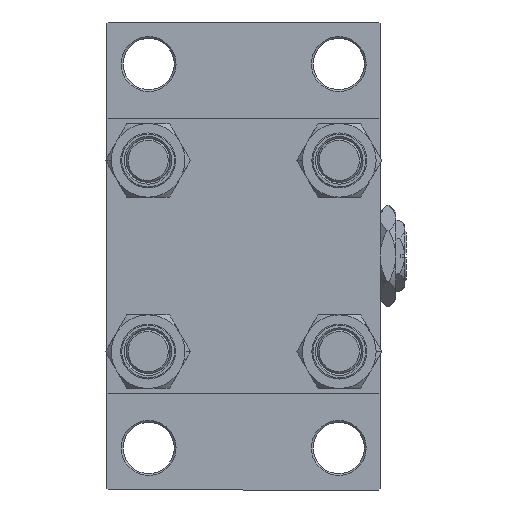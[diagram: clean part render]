
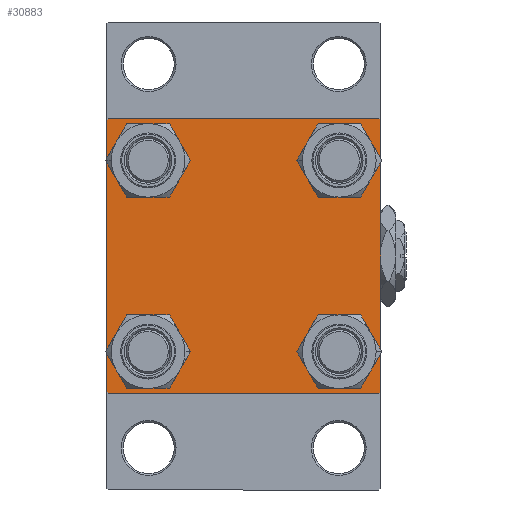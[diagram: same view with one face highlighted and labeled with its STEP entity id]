
A CAD part, left-side view. The second image highlights one B-rep face of the part: STEP entity #30883.
In plain terms, the highlighted planar face has unit normal (-1, 0, 0).
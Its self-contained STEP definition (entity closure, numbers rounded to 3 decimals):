
#221 = DIRECTION ( 'NONE',  ( 1., 0., 0. ) ) ;
#589 = DIRECTION ( 'NONE',  ( 1., 0., 0. ) ) ;
#798 = FACE_BOUND ( 'NONE', #21362, .T. ) ;
#864 = CARTESIAN_POINT ( 'NONE',  ( 0., 37.5, -37. ) ) ;
#1511 = VECTOR ( 'NONE', #22052, 1000. ) ;
#2014 = DIRECTION ( 'NONE',  ( 0., 0., 1. ) ) ;
#2135 = CARTESIAN_POINT ( 'NONE',  ( 0., -37., 37.5 ) ) ;
#2162 = CARTESIAN_POINT ( 'NONE',  ( 0., 26.15, 32.65 ) ) ;
#2571 = AXIS2_PLACEMENT_3D ( 'NONE', #39529, #589, #10516 ) ;
#2945 = EDGE_CURVE ( 'NONE', #39769, #31416, #42983, .T. ) ;
#3263 = VERTEX_POINT ( 'NONE', #44445 ) ;
#3470 = AXIS2_PLACEMENT_3D ( 'NONE', #3482, #10907, #46289 ) ;
#3482 = CARTESIAN_POINT ( 'NONE',  ( 0., -26.15, 26.15 ) ) ;
#3686 = ORIENTED_EDGE ( 'NONE', *, *, #37145, .T. ) ;
#3902 = EDGE_LOOP ( 'NONE', ( #41563, #48849 ) ) ;
#4118 = CARTESIAN_POINT ( 'NONE',  ( 0., 26.15, 26.15 ) ) ;
#4371 = DIRECTION ( 'NONE',  ( 1., 0., 0. ) ) ;
#4388 = ORIENTED_EDGE ( 'NONE', *, *, #50045, .T. ) ;
#4619 = DIRECTION ( 'NONE',  ( 0., 0., 1. ) ) ;
#5232 = AXIS2_PLACEMENT_3D ( 'NONE', #31748, #35842, #46909 ) ;
#5522 = CARTESIAN_POINT ( 'NONE',  ( 0., 26.15, 19.65 ) ) ;
#5696 = CIRCLE ( 'NONE', #37571, 6.5 ) ;
#5713 = EDGE_CURVE ( 'NONE', #27931, #8753, #33687, .T. ) ;
#5835 = CARTESIAN_POINT ( 'NONE',  ( 0., 26.15, -26.15 ) ) ;
#5878 = AXIS2_PLACEMENT_3D ( 'NONE', #27845, #221, #31450 ) ;
#5970 = DIRECTION ( 'NONE',  ( 0., 0.707, 0.707 ) ) ;
#5980 = CARTESIAN_POINT ( 'NONE',  ( 0., -26.15, 19.65 ) ) ;
#6190 = VERTEX_POINT ( 'NONE', #43866 ) ;
#6217 = LINE ( 'NONE', #10063, #14148 ) ;
#6250 = VERTEX_POINT ( 'NONE', #22303 ) ;
#6762 = AXIS2_PLACEMENT_3D ( 'NONE', #12490, #43004, #47364 ) ;
#7663 = CIRCLE ( 'NONE', #5232, 6.5 ) ;
#8126 = CARTESIAN_POINT ( 'NONE',  ( 0., 37.25, 37.25 ) ) ;
#8753 = VERTEX_POINT ( 'NONE', #44874 ) ;
#9247 = CIRCLE ( 'NONE', #5878, 6.5 ) ;
#9546 = VERTEX_POINT ( 'NONE', #46468 ) ;
#9677 = EDGE_CURVE ( 'NONE', #21862, #28231, #18063, .T. ) ;
#10063 = CARTESIAN_POINT ( 'NONE',  ( 0., -37.25, 37.25 ) ) ;
#10124 = LINE ( 'NONE', #49611, #48252 ) ;
#10516 = DIRECTION ( 'NONE',  ( 0., 0., 1. ) ) ;
#10748 = VERTEX_POINT ( 'NONE', #49571 ) ;
#10847 = VERTEX_POINT ( 'NONE', #2162 ) ;
#10907 = DIRECTION ( 'NONE',  ( 1., 0., 0. ) ) ;
#12310 = CARTESIAN_POINT ( 'NONE',  ( 0., 0., 0. ) ) ;
#12449 = VECTOR ( 'NONE', #17533, 1000. ) ;
#12466 = ORIENTED_EDGE ( 'NONE', *, *, #18294, .T. ) ;
#12490 = CARTESIAN_POINT ( 'NONE',  ( 0., 26.15, 26.15 ) ) ;
#13571 = EDGE_CURVE ( 'NONE', #10847, #15636, #28842, .T. ) ;
#14148 = VECTOR ( 'NONE', #5970, 1000. ) ;
#14477 = DIRECTION ( 'NONE',  ( 0., 0., -1. ) ) ;
#14896 = CIRCLE ( 'NONE', #35309, 6.5 ) ;
#15272 = AXIS2_PLACEMENT_3D ( 'NONE', #12310, #35622, #23838 ) ;
#15636 = VERTEX_POINT ( 'NONE', #5522 ) ;
#15736 = ORIENTED_EDGE ( 'NONE', *, *, #9677, .T. ) ;
#15829 = LINE ( 'NONE', #8126, #30900 ) ;
#16211 = CARTESIAN_POINT ( 'NONE',  ( 0., -26.15, 26.15 ) ) ;
#16671 = FACE_OUTER_BOUND ( 'NONE', #45536, .T. ) ;
#16956 = LINE ( 'NONE', #20045, #46801 ) ;
#17533 = DIRECTION ( 'NONE',  ( 0., -0.707, 0.707 ) ) ;
#17568 = EDGE_CURVE ( 'NONE', #8753, #9546, #48815, .T. ) ;
#18063 = CIRCLE ( 'NONE', #2571, 6.5 ) ;
#18294 = EDGE_CURVE ( 'NONE', #31032, #41144, #27184, .T. ) ;
#19147 = EDGE_CURVE ( 'NONE', #6190, #31679, #6217, .T. ) ;
#19332 = AXIS2_PLACEMENT_3D ( 'NONE', #4118, #4371, #4619 ) ;
#20011 = FACE_BOUND ( 'NONE', #3902, .T. ) ;
#20045 = CARTESIAN_POINT ( 'NONE',  ( 0., 37.5, 37.5 ) ) ;
#20208 = CARTESIAN_POINT ( 'NONE',  ( 0., 37.25, -37.25 ) ) ;
#20507 = FACE_BOUND ( 'NONE', #24176, .T. ) ;
#20866 = CARTESIAN_POINT ( 'NONE',  ( 0., -37.25, -37.25 ) ) ;
#21362 = EDGE_LOOP ( 'NONE', ( #12466, #3686 ) ) ;
#21846 = EDGE_CURVE ( 'NONE', #31416, #27931, #39680, .T. ) ;
#21862 = VERTEX_POINT ( 'NONE', #22408 ) ;
#22052 = DIRECTION ( 'NONE',  ( 0., 0., -1. ) ) ;
#22303 = CARTESIAN_POINT ( 'NONE',  ( 0., 26.15, -32.65 ) ) ;
#22408 = CARTESIAN_POINT ( 'NONE',  ( 0., -26.15, -32.65 ) ) ;
#23838 = DIRECTION ( 'NONE',  ( 0., 0., 1. ) ) ;
#24176 = EDGE_LOOP ( 'NONE', ( #46181, #15736 ) ) ;
#24732 = CARTESIAN_POINT ( 'NONE',  ( 0., 37.5, 37. ) ) ;
#25880 = CARTESIAN_POINT ( 'NONE',  ( 0., 37.5, 37.5 ) ) ;
#27089 = DIRECTION ( 'NONE',  ( 0., 0.707, -0.707 ) ) ;
#27184 = CIRCLE ( 'NONE', #3470, 6.5 ) ;
#27845 = CARTESIAN_POINT ( 'NONE',  ( 0., -26.15, -26.15 ) ) ;
#27931 = VERTEX_POINT ( 'NONE', #28600 ) ;
#28231 = VERTEX_POINT ( 'NONE', #42433 ) ;
#28600 = CARTESIAN_POINT ( 'NONE',  ( 0., 37., -37.5 ) ) ;
#28842 = CIRCLE ( 'NONE', #6762, 6.5 ) ;
#29443 = ORIENTED_EDGE ( 'NONE', *, *, #2945, .T. ) ;
#29502 = ORIENTED_EDGE ( 'NONE', *, *, #33369, .T. ) ;
#29835 = EDGE_CURVE ( 'NONE', #15636, #10847, #43079, .T. ) ;
#30883 = ADVANCED_FACE ( 'NONE', ( #798, #20507, #31777, #20011, #16671 ), #47949, .T. ) ;
#30900 = VECTOR ( 'NONE', #27089, 1000. ) ;
#31032 = VERTEX_POINT ( 'NONE', #46555 ) ;
#31047 = ORIENTED_EDGE ( 'NONE', *, *, #41773, .T. ) ;
#31416 = VERTEX_POINT ( 'NONE', #864 ) ;
#31450 = DIRECTION ( 'NONE',  ( 0., 0., 1. ) ) ;
#31679 = VERTEX_POINT ( 'NONE', #2135 ) ;
#31748 = CARTESIAN_POINT ( 'NONE',  ( 0., 26.15, -26.15 ) ) ;
#31777 = FACE_BOUND ( 'NONE', #40545, .T. ) ;
#31828 = DIRECTION ( 'NONE',  ( 1., 0., 0. ) ) ;
#31975 = DIRECTION ( 'NONE',  ( 0., -0.707, -0.707 ) ) ;
#32584 = DIRECTION ( 'NONE',  ( 0., 0., 1. ) ) ;
#33369 = EDGE_CURVE ( 'NONE', #3263, #39769, #15829, .T. ) ;
#33687 = LINE ( 'NONE', #34200, #36792 ) ;
#34200 = CARTESIAN_POINT ( 'NONE',  ( 0., 37.5, -37.5 ) ) ;
#35309 = AXIS2_PLACEMENT_3D ( 'NONE', #5835, #37096, #2014 ) ;
#35492 = VECTOR ( 'NONE', #31975, 1000. ) ;
#35622 = DIRECTION ( 'NONE',  ( -1., 0., 0. ) ) ;
#35842 = DIRECTION ( 'NONE',  ( 1., 0., 0. ) ) ;
#36792 = VECTOR ( 'NONE', #42414, 1000. ) ;
#37096 = DIRECTION ( 'NONE',  ( 1., 0., 0. ) ) ;
#37145 = EDGE_CURVE ( 'NONE', #41144, #31032, #5696, .T. ) ;
#37571 = AXIS2_PLACEMENT_3D ( 'NONE', #16211, #31828, #32584 ) ;
#39529 = CARTESIAN_POINT ( 'NONE',  ( 0., -26.15, -26.15 ) ) ;
#39680 = LINE ( 'NONE', #20208, #35492 ) ;
#39769 = VERTEX_POINT ( 'NONE', #24732 ) ;
#39859 = EDGE_CURVE ( 'NONE', #6190, #9546, #10124, .T. ) ;
#40545 = EDGE_LOOP ( 'NONE', ( #4388, #31047 ) ) ;
#41011 = ORIENTED_EDGE ( 'NONE', *, *, #39859, .F. ) ;
#41144 = VERTEX_POINT ( 'NONE', #5980 ) ;
#41407 = EDGE_CURVE ( 'NONE', #3263, #31679, #16956, .T. ) ;
#41563 = ORIENTED_EDGE ( 'NONE', *, *, #13571, .T. ) ;
#41773 = EDGE_CURVE ( 'NONE', #6250, #10748, #14896, .T. ) ;
#42414 = DIRECTION ( 'NONE',  ( 0., -1., 0. ) ) ;
#42433 = CARTESIAN_POINT ( 'NONE',  ( 0., -26.15, -19.65 ) ) ;
#42983 = LINE ( 'NONE', #25880, #1511 ) ;
#43004 = DIRECTION ( 'NONE',  ( 1., 0., 0. ) ) ;
#43079 = CIRCLE ( 'NONE', #19332, 6.5 ) ;
#43363 = DIRECTION ( 'NONE',  ( 0., -1., 0. ) ) ;
#43866 = CARTESIAN_POINT ( 'NONE',  ( 0., -37.5, 37. ) ) ;
#44087 = ORIENTED_EDGE ( 'NONE', *, *, #5713, .T. ) ;
#44445 = CARTESIAN_POINT ( 'NONE',  ( 0., 37., 37.5 ) ) ;
#44874 = CARTESIAN_POINT ( 'NONE',  ( 0., -37., -37.5 ) ) ;
#44917 = ORIENTED_EDGE ( 'NONE', *, *, #41407, .F. ) ;
#45227 = EDGE_CURVE ( 'NONE', #28231, #21862, #9247, .T. ) ;
#45453 = ORIENTED_EDGE ( 'NONE', *, *, #17568, .T. ) ;
#45536 = EDGE_LOOP ( 'NONE', ( #29443, #49927, #44087, #45453, #41011, #48017, #44917, #29502 ) ) ;
#46181 = ORIENTED_EDGE ( 'NONE', *, *, #45227, .T. ) ;
#46289 = DIRECTION ( 'NONE',  ( 0., 0., 1. ) ) ;
#46468 = CARTESIAN_POINT ( 'NONE',  ( 0., -37.5, -37. ) ) ;
#46555 = CARTESIAN_POINT ( 'NONE',  ( 0., -26.15, 32.65 ) ) ;
#46801 = VECTOR ( 'NONE', #43363, 1000. ) ;
#46909 = DIRECTION ( 'NONE',  ( 0., 0., 1. ) ) ;
#47364 = DIRECTION ( 'NONE',  ( 0., 0., 1. ) ) ;
#47949 = PLANE ( 'NONE',  #15272 ) ;
#48017 = ORIENTED_EDGE ( 'NONE', *, *, #19147, .T. ) ;
#48252 = VECTOR ( 'NONE', #14477, 1000. ) ;
#48815 = LINE ( 'NONE', #20866, #12449 ) ;
#48849 = ORIENTED_EDGE ( 'NONE', *, *, #29835, .T. ) ;
#49571 = CARTESIAN_POINT ( 'NONE',  ( 0., 26.15, -19.65 ) ) ;
#49611 = CARTESIAN_POINT ( 'NONE',  ( 0., -37.5, 37.5 ) ) ;
#49927 = ORIENTED_EDGE ( 'NONE', *, *, #21846, .T. ) ;
#50045 = EDGE_CURVE ( 'NONE', #10748, #6250, #7663, .T. ) ;
